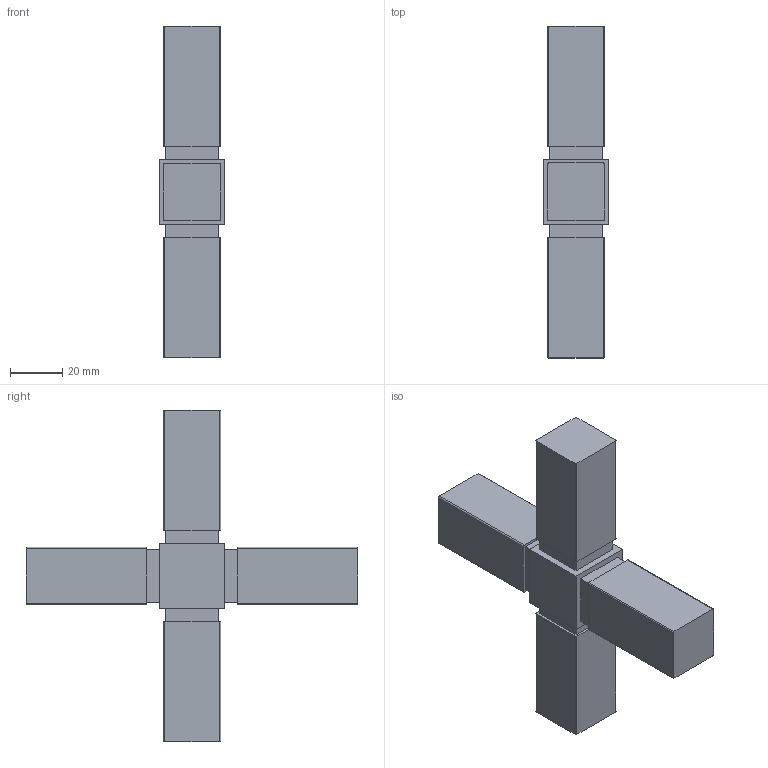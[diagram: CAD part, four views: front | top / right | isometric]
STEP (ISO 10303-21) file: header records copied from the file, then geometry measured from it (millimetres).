
FILE_DESCRIPTION( ( 'STEP AP214' ), '1' );
FILE_NAME( 'K0618.1251512.stp', '2020-12-09T09:07:53', ( '' ), ( '' ), ' ', 'PARTsolutions', ' ' );
FILE_SCHEMA( ( 'AUTOMOTIVE_DESIGN { 1 0 10303 214 1 1 1 1 }' ) );
Length unit declared in the file: millimetre
Products named in the file (1): _K0618.1251512
Bounding box: 25 x 127 x 127 mm (x, y, z)
Volume: 112641.5 mm3; surface area: 22054.3 mm2
Topology: 1 solids, 1 shells, 62 faces, 156 edges, 104 vertices
Faces by surface type: plane 46, cylinder 16
Entity records: 2364 total; most frequent: CARTESIAN_POINT 323, DIRECTION 314, ORIENTED_EDGE 312, EDGE_CURVE 156, LINE 124, VECTOR 124, VERTEX_POINT 104, AXIS2_PLACEMENT_3D 95
